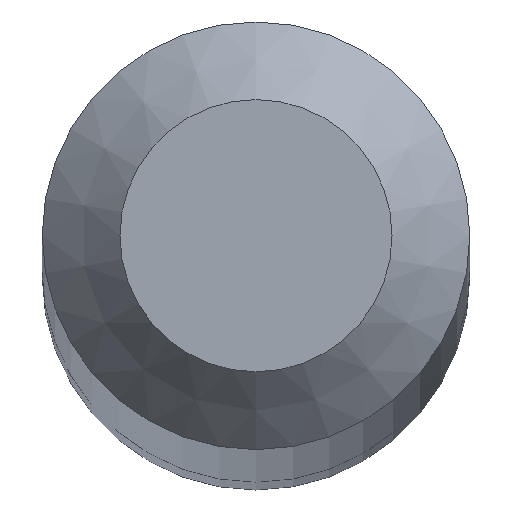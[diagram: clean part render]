
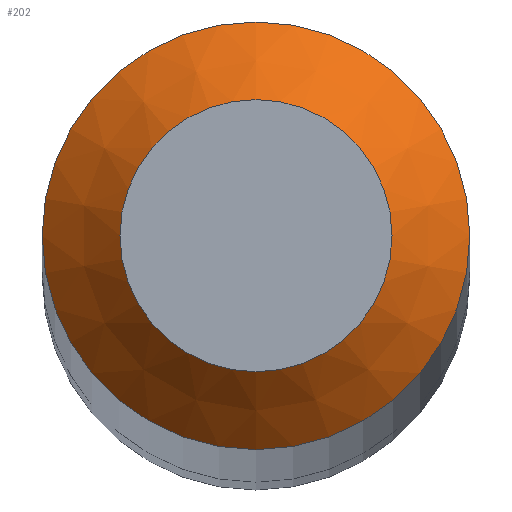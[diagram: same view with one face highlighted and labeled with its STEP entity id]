
A CAD part, top view. The second image highlights one B-rep face of the part: STEP entity #202.
In plain terms, the highlighted conical face has half-angle 45 degrees and reference radius 0.175 mm.
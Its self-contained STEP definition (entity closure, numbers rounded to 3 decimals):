
#1 = EDGE_LOOP ( 'NONE', ( #53 ) ) ;
#14 = AXIS2_PLACEMENT_3D ( 'NONE', #119, #148, #189 ) ;
#18 = ORIENTED_EDGE ( 'NONE', *, *, #172, .T. ) ;
#37 = EDGE_LOOP ( 'NONE', ( #18 ) ) ;
#38 = AXIS2_PLACEMENT_3D ( 'NONE', #113, #121, #198 ) ;
#41 = CIRCLE ( 'NONE', #14, 0.275 ) ;
#42 = CARTESIAN_POINT ( 'NONE',  ( 0., 0., 30. ) ) ;
#43 = CIRCLE ( 'NONE', #58, 0.175 ) ;
#53 = ORIENTED_EDGE ( 'NONE', *, *, #55, .F. ) ;
#54 = FACE_BOUND ( 'NONE', #37, .T. ) ;
#55 = EDGE_CURVE ( 'NONE', #79, #79, #41, .T. ) ;
#58 = AXIS2_PLACEMENT_3D ( 'NONE', #42, #168, #104 ) ;
#79 = VERTEX_POINT ( 'NONE', #120 ) ;
#104 = DIRECTION ( 'NONE',  ( 0., 1., 0. ) ) ;
#109 = VERTEX_POINT ( 'NONE', #155 ) ;
#113 = CARTESIAN_POINT ( 'NONE',  ( 0., 0., 30. ) ) ;
#119 = CARTESIAN_POINT ( 'NONE',  ( 0., 0., 29.9 ) ) ;
#120 = CARTESIAN_POINT ( 'NONE',  ( 0., 0.275, 29.9 ) ) ;
#121 = DIRECTION ( 'NONE',  ( 0., 0., -1. ) ) ;
#148 = DIRECTION ( 'NONE',  ( 0., 0., -1. ) ) ;
#155 = CARTESIAN_POINT ( 'NONE',  ( 0., 0.175, 30. ) ) ;
#168 = DIRECTION ( 'NONE',  ( 0., 0., -1. ) ) ;
#172 = EDGE_CURVE ( 'NONE', #109, #109, #43, .T. ) ;
#189 = DIRECTION ( 'NONE',  ( 0., 1., 0. ) ) ;
#193 = FACE_OUTER_BOUND ( 'NONE', #1, .T. ) ;
#196 = CONICAL_SURFACE ( 'NONE', #38, 0.175, 0.785 ) ;
#198 = DIRECTION ( 'NONE',  ( 0., 1., 0. ) ) ;
#202 = ADVANCED_FACE ( 'NONE', ( #193, #54 ), #196, .T. ) ;
